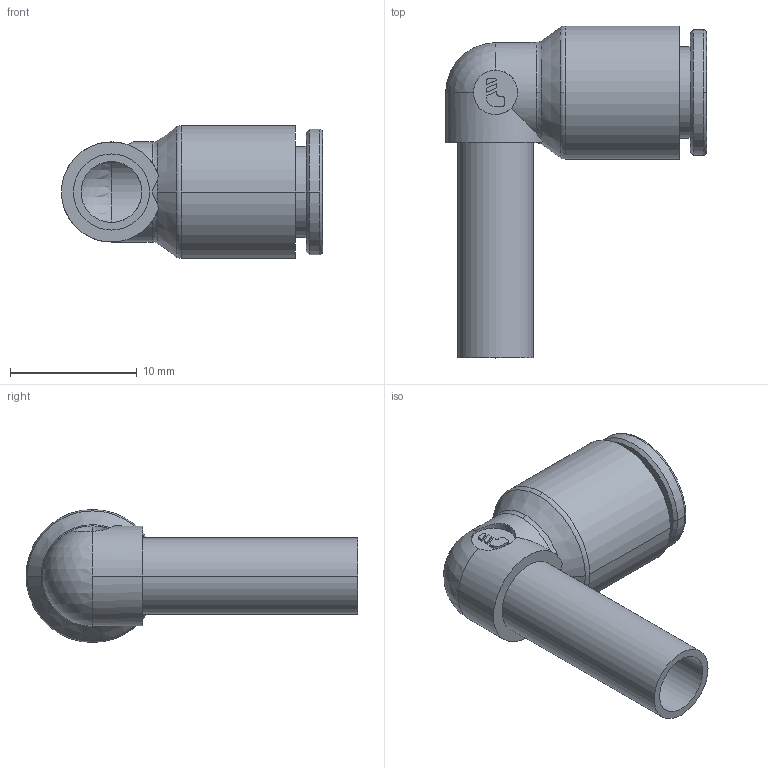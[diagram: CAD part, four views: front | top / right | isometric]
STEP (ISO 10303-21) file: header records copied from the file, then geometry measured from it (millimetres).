
FILE_DESCRIPTION(('STEP AP214'),'1');
FILE_NAME('3182_06_00.stp','2016-07-07T14:53:54',('TraceParts'),('TraceParts S.A.'),'Spatial InterOp 3D',' ',' ');
FILE_SCHEMA(('automotive_design'));
Length unit declared in the file: millimetre
Products named in the file (1): 1
Bounding box: 20.61 x 26.2 x 10.5 mm (x, y, z)
Volume: 1016.5 mm3; surface area: 1711 mm2
Topology: 1 solids, 1 shells, 61 faces, 164 edges, 106 vertices
Faces by surface type: cylinder 24, plane 22, torus 8, cone 4, sphere 3
Entity records: 2276 total; most frequent: CARTESIAN_POINT 707, DIRECTION 345, ORIENTED_EDGE 318, EDGE_CURVE 159, AXIS2_PLACEMENT_3D 140, VERTEX_POINT 106, CIRCLE 76, EDGE_LOOP 69
